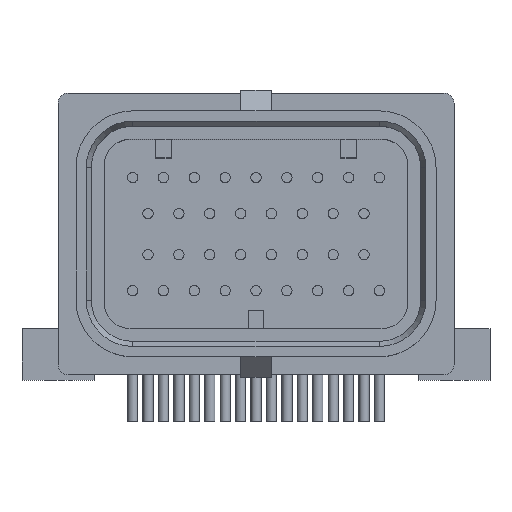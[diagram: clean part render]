
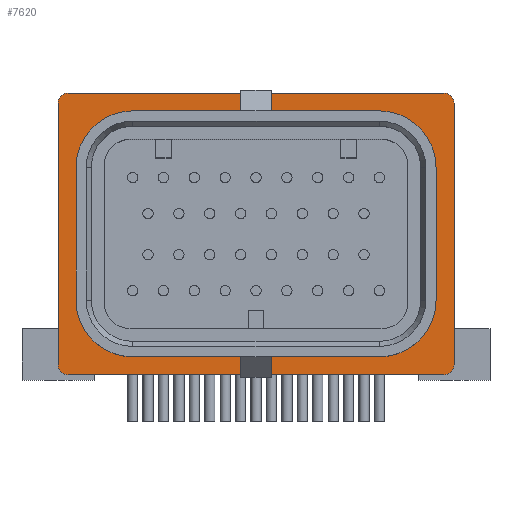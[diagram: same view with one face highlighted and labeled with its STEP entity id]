
A CAD part, top view. The second image highlights one B-rep face of the part: STEP entity #7620.
In plain terms, the highlighted planar face has unit normal (0, 0, 1).
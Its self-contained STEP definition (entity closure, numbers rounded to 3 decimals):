
#185=CARTESIAN_POINT('',(-12.25,6.7,-9.5));
#186=DIRECTION('',(0.,0.,1.));
#187=DIRECTION('',(0.,1.,0.));
#188=AXIS2_PLACEMENT_3D('',#185,#186,#187);
#208=CARTESIAN_POINT('',(-18.25,12.7,-9.5));
#209=DIRECTION('',(0.,0.,1.));
#210=DIRECTION('',(0.,1.,0.));
#211=AXIS2_PLACEMENT_3D('',#208,#209,#210);
#213=DIRECTION('',(-1.,0.,0.));
#214=VECTOR('',#213,36.5);
#215=CARTESIAN_POINT('',(18.25,13.7,-9.5));
#216=LINE('',#215,#214);
#217=CARTESIAN_POINT('',(18.25,12.7,-9.5));
#218=DIRECTION('',(0.,0.,1.));
#219=DIRECTION('',(1.,0.,0.));
#220=AXIS2_PLACEMENT_3D('',#217,#218,#219);
#222=DIRECTION('',(0.,1.,0.));
#223=VECTOR('',#222,25.4);
#224=CARTESIAN_POINT('',(19.25,-12.7,-9.5));
#225=LINE('',#224,#223);
#226=CARTESIAN_POINT('',(18.25,-12.7,-9.5));
#227=DIRECTION('',(0.,0.,1.));
#228=DIRECTION('',(0.,-1.,0.));
#229=AXIS2_PLACEMENT_3D('',#226,#227,#228);
#231=DIRECTION('',(1.,0.,0.));
#232=VECTOR('',#231,36.5);
#233=CARTESIAN_POINT('',(-18.25,-13.7,-9.5));
#234=LINE('',#233,#232);
#235=CARTESIAN_POINT('',(-18.25,-12.7,-9.5));
#236=DIRECTION('',(0.,0.,1.));
#237=DIRECTION('',(-1.,0.,0.));
#238=AXIS2_PLACEMENT_3D('',#235,#236,#237);
#240=DIRECTION('',(0.,-1.,0.));
#241=VECTOR('',#240,25.4);
#242=CARTESIAN_POINT('',(-19.25,12.7,-9.5));
#243=LINE('',#242,#241);
#520=DIRECTION('',(-1.,0.,0.));
#521=VECTOR('',#520,24.5);
#522=CARTESIAN_POINT('',(12.25,10.7,-9.5));
#523=LINE('',#522,#521);
#540=CARTESIAN_POINT('',(12.25,6.7,-9.5));
#541=DIRECTION('',(0.,0.,1.));
#542=DIRECTION('',(1.,0.,0.));
#543=AXIS2_PLACEMENT_3D('',#540,#541,#542);
#563=DIRECTION('',(0.,1.,0.));
#564=VECTOR('',#563,13.4);
#565=CARTESIAN_POINT('',(16.25,-6.7,-9.5));
#566=LINE('',#565,#564);
#599=CARTESIAN_POINT('',(12.25,-6.7,-9.5));
#600=DIRECTION('',(0.,0.,1.));
#601=DIRECTION('',(0.,-1.,0.));
#602=AXIS2_PLACEMENT_3D('',#599,#600,#601);
#627=DIRECTION('',(1.,0.,0.));
#628=VECTOR('',#627,24.5);
#629=CARTESIAN_POINT('',(-12.25,-10.7,-9.5));
#630=LINE('',#629,#628);
#1037=CARTESIAN_POINT('',(-12.25,-6.7,-9.5));
#1038=DIRECTION('',(0.,0.,1.));
#1039=DIRECTION('',(-1.,0.,0.));
#1040=AXIS2_PLACEMENT_3D('',#1037,#1038,#1039);
#1065=DIRECTION('',(0.,-1.,0.));
#1066=VECTOR('',#1065,13.4);
#1067=CARTESIAN_POINT('',(-16.25,6.7,-9.5));
#1068=LINE('',#1067,#1066);
#5813=CARTESIAN_POINT('',(-18.25,13.7,-9.5));
#5814=CARTESIAN_POINT('',(-19.25,12.7,-9.5));
#5815=VERTEX_POINT('',#5813);
#5816=VERTEX_POINT('',#5814);
#5817=CARTESIAN_POINT('',(-19.25,-12.7,-9.5));
#5818=VERTEX_POINT('',#5817);
#5819=CARTESIAN_POINT('',(-18.25,-13.7,-9.5));
#5820=VERTEX_POINT('',#5819);
#5821=CARTESIAN_POINT('',(18.25,-13.7,-9.5));
#5822=VERTEX_POINT('',#5821);
#5823=CARTESIAN_POINT('',(19.25,-12.7,-9.5));
#5824=VERTEX_POINT('',#5823);
#5825=CARTESIAN_POINT('',(19.25,12.7,-9.5));
#5826=VERTEX_POINT('',#5825);
#5827=CARTESIAN_POINT('',(18.25,13.7,-9.5));
#5828=VERTEX_POINT('',#5827);
#5845=CARTESIAN_POINT('',(-12.25,10.7,-9.5));
#5846=CARTESIAN_POINT('',(-16.25,6.7,-9.5));
#5847=VERTEX_POINT('',#5845);
#5848=VERTEX_POINT('',#5846);
#5853=CARTESIAN_POINT('',(-16.25,-6.7,-9.5));
#5854=VERTEX_POINT('',#5853);
#5857=CARTESIAN_POINT('',(-12.25,-10.7,-9.5));
#5858=VERTEX_POINT('',#5857);
#5861=CARTESIAN_POINT('',(12.25,-10.7,-9.5));
#5862=VERTEX_POINT('',#5861);
#5865=CARTESIAN_POINT('',(16.25,-6.7,-9.5));
#5866=VERTEX_POINT('',#5865);
#5869=CARTESIAN_POINT('',(16.25,6.7,-9.5));
#5870=VERTEX_POINT('',#5869);
#5873=CARTESIAN_POINT('',(12.25,10.7,-9.5));
#5874=VERTEX_POINT('',#5873);
#7580=CARTESIAN_POINT('',(0.,0.,-9.5));
#7581=DIRECTION('',(0.,0.,1.));
#7582=DIRECTION('',(1.,0.,0.));
#7583=AXIS2_PLACEMENT_3D('',#7580,#7581,#7582);
#7584=PLANE('',#7583);
#7586=ORIENTED_EDGE('',*,*,#7585,.F.);
#7588=ORIENTED_EDGE('',*,*,#7587,.F.);
#7590=ORIENTED_EDGE('',*,*,#7589,.F.);
#7592=ORIENTED_EDGE('',*,*,#7591,.F.);
#7594=ORIENTED_EDGE('',*,*,#7593,.F.);
#7596=ORIENTED_EDGE('',*,*,#7595,.F.);
#7598=ORIENTED_EDGE('',*,*,#7597,.F.);
#7600=ORIENTED_EDGE('',*,*,#7599,.F.);
#7601=EDGE_LOOP('',(#7586,#7588,#7590,#7592,#7594,#7596,#7598,#7600));
#7602=FACE_OUTER_BOUND('',#7601,.F.);
#7603=ORIENTED_EDGE('',*,*,#7554,.T.);
#7605=ORIENTED_EDGE('',*,*,#7604,.T.);
#7607=ORIENTED_EDGE('',*,*,#7606,.T.);
#7609=ORIENTED_EDGE('',*,*,#7608,.T.);
#7611=ORIENTED_EDGE('',*,*,#7610,.T.);
#7613=ORIENTED_EDGE('',*,*,#7612,.T.);
#7615=ORIENTED_EDGE('',*,*,#7614,.T.);
#7617=ORIENTED_EDGE('',*,*,#7616,.T.);
#7618=EDGE_LOOP('',(#7603,#7605,#7607,#7609,#7611,#7613,#7615,#7617));
#7619=FACE_BOUND('',#7618,.F.);
#189=CIRCLE('',#188,4.);
#212=CIRCLE('',#211,1.);
#221=CIRCLE('',#220,1.);
#230=CIRCLE('',#229,1.);
#239=CIRCLE('',#238,1.);
#544=CIRCLE('',#543,4.);
#603=CIRCLE('',#602,4.);
#1041=CIRCLE('',#1040,4.);
#7554=EDGE_CURVE('',#5847,#5848,#189,.T.);
#7585=EDGE_CURVE('',#5815,#5816,#212,.T.);
#7587=EDGE_CURVE('',#5828,#5815,#216,.T.);
#7589=EDGE_CURVE('',#5826,#5828,#221,.T.);
#7591=EDGE_CURVE('',#5824,#5826,#225,.T.);
#7593=EDGE_CURVE('',#5822,#5824,#230,.T.);
#7595=EDGE_CURVE('',#5820,#5822,#234,.T.);
#7597=EDGE_CURVE('',#5818,#5820,#239,.T.);
#7599=EDGE_CURVE('',#5816,#5818,#243,.T.);
#7604=EDGE_CURVE('',#5848,#5854,#1068,.T.);
#7606=EDGE_CURVE('',#5854,#5858,#1041,.T.);
#7608=EDGE_CURVE('',#5858,#5862,#630,.T.);
#7610=EDGE_CURVE('',#5862,#5866,#603,.T.);
#7612=EDGE_CURVE('',#5866,#5870,#566,.T.);
#7614=EDGE_CURVE('',#5870,#5874,#544,.T.);
#7616=EDGE_CURVE('',#5874,#5847,#523,.T.);
#7620=ADVANCED_FACE('',(#7602,#7619),#7584,.T.);
